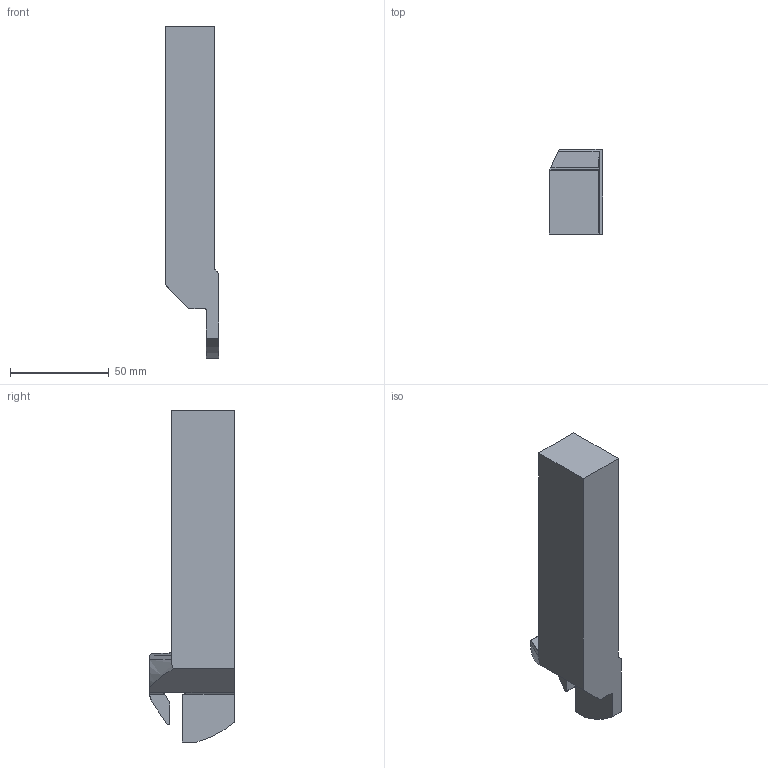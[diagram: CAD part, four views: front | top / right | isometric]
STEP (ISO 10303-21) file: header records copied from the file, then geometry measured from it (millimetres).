
FILE_DESCRIPTION(/* description */ (''),/* implementation_level */ '2;1');
FILE_NAME(/* name */ 'GYPL3225P00-K25.stp',/* time_stamp */ '2021-04-02T17:55:18+09:00',/* author */ (''),/* organization */ (''),/* preprocessor_version */ 'ST-DEVELOPER v16',/* originating_system */ 'SIEMENS PLM Software NX 10.0',/* authorisation */ '');
FILE_SCHEMA (('AUTOMOTIVE_DESIGN { 1 0 10303 214 3 1 1 1 }'));
Length unit declared in the file: millimetre
Products named in the file (1): GYPL3225P00-K25_ASM
Bounding box: 27.2 x 43 x 168 mm (x, y, z)
Volume: 121422.3 mm3; surface area: 21741.6 mm2
Topology: 2 solids, 2 shells, 89 faces, 255 edges, 171 vertices
Faces by surface type: cylinder 40, plane 32, cone 9, torus 4, bspline 2, sphere 2
Entity records: 3714 total; most frequent: CARTESIAN_POINT 1078, ORIENTED_EDGE 502, DIRECTION 501, EDGE_CURVE 251, AXIS2_PLACEMENT_3D 190, VERTEX_POINT 168, LINE 121, VECTOR 121
